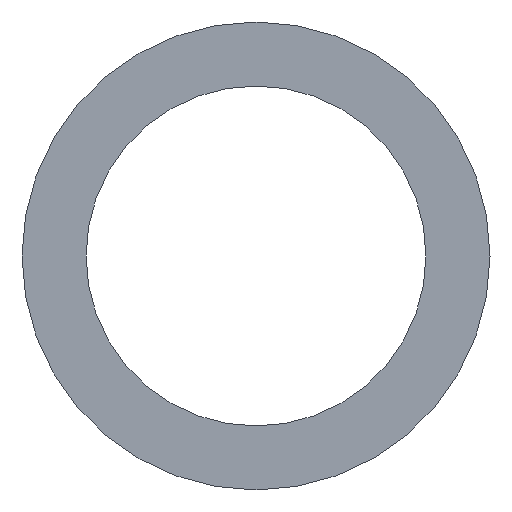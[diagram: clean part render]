
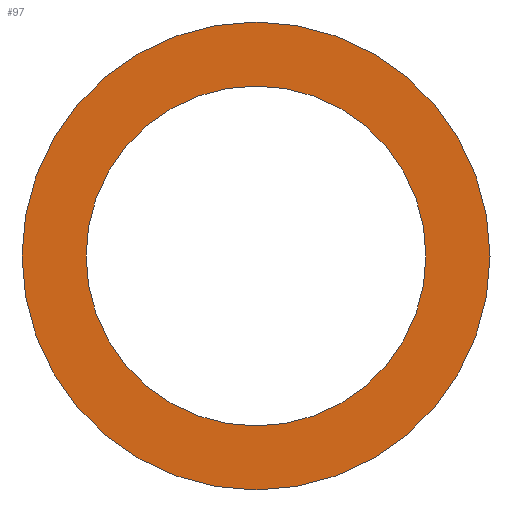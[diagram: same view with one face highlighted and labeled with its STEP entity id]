
A CAD part, left-side view. The second image highlights one B-rep face of the part: STEP entity #97.
In plain terms, the highlighted planar face has unit normal (-1, 0, 0).
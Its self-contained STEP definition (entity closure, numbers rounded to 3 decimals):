
#51 = VERTEX_POINT( '', #121 );
#57 = VERTEX_POINT( '', #127 );
#65 = VERTEX_POINT( '', #137 );
#69 = EDGE_CURVE( '', #51, #57, #142, .T. );
#81 = EDGE_CURVE( '', #57, #51, #155, .T. );
#87 = VERTEX_POINT( '', #162 );
#97 = ADVANCED_FACE( '', ( #172, #173 ), #174, .F. );
#101 = EDGE_CURVE( '', #65, #87, #179, .T. );
#103 = EDGE_CURVE( '', #87, #65, #181, .T. );
#121 = CARTESIAN_POINT( '', ( 0., 0., -62.5 ) );
#127 = CARTESIAN_POINT( '', ( 0., 0., 62.5 ) );
#137 = CARTESIAN_POINT( '', ( 0., 0., -45.4 ) );
#142 = CIRCLE( '', #214, 62.5 );
#155 = CIRCLE( '', #230, 62.5 );
#162 = CARTESIAN_POINT( '', ( 0., 0., 45.4 ) );
#172 = FACE_OUTER_BOUND( '', #253, .T. );
#173 = FACE_BOUND( '', #254, .T. );
#174 = PLANE( '', #255 );
#179 = CIRCLE( '', #261, 45.4 );
#181 = CIRCLE( '', #264, 45.4 );
#214 = AXIS2_PLACEMENT_3D( '', #286, #287, #288 );
#230 = AXIS2_PLACEMENT_3D( '', #302, #303, #304 );
#253 = EDGE_LOOP( '', ( #322, #323 ) );
#254 = EDGE_LOOP( '', ( #324, #325 ) );
#255 = AXIS2_PLACEMENT_3D( '', #326, #327, #328 );
#261 = AXIS2_PLACEMENT_3D( '', #337, #338, #339 );
#264 = AXIS2_PLACEMENT_3D( '', #340, #341, #342 );
#286 = CARTESIAN_POINT( '', ( 0., 0., 0. ) );
#287 = DIRECTION( '', ( 1., 0., 0. ) );
#288 = DIRECTION( '', ( 0., 0., -1. ) );
#302 = CARTESIAN_POINT( '', ( 0., 0., 0. ) );
#303 = DIRECTION( '', ( 1., 0., 0. ) );
#304 = DIRECTION( '', ( 0., 0., -1. ) );
#322 = ORIENTED_EDGE( '', *, *, #69, .F. );
#323 = ORIENTED_EDGE( '', *, *, #81, .F. );
#324 = ORIENTED_EDGE( '', *, *, #101, .T. );
#325 = ORIENTED_EDGE( '', *, *, #103, .T. );
#326 = CARTESIAN_POINT( '', ( 0., 0., 0. ) );
#327 = DIRECTION( '', ( 1., 0., 0. ) );
#328 = DIRECTION( '', ( 0., 0., -1. ) );
#337 = CARTESIAN_POINT( '', ( 0., 0., 0. ) );
#338 = DIRECTION( '', ( 1., 0., 0. ) );
#339 = DIRECTION( '', ( 0., 0., -1. ) );
#340 = CARTESIAN_POINT( '', ( 0., 0., 0. ) );
#341 = DIRECTION( '', ( 1., 0., 0. ) );
#342 = DIRECTION( '', ( 0., 0., -1. ) );
